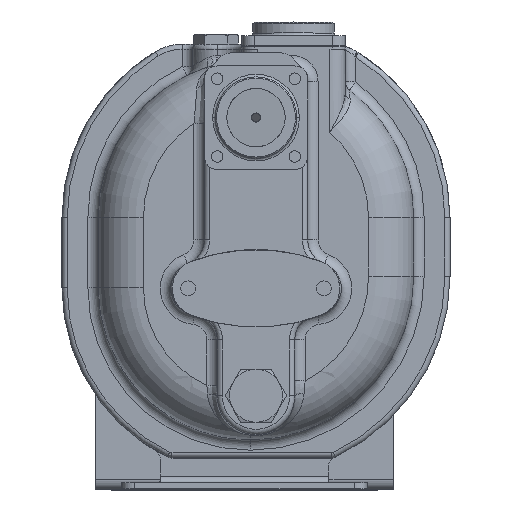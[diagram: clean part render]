
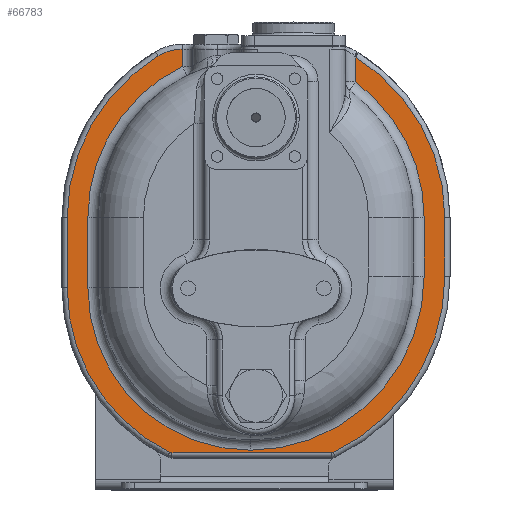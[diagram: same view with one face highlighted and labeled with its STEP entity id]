
A CAD part, top view. The second image highlights one B-rep face of the part: STEP entity #66783.
In plain terms, the highlighted planar face has unit normal (0, 0, 1).
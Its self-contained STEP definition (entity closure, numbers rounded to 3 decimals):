
#10889=DIRECTION('',(-1.,0.,0.));
#10890=VECTOR('',#10889,122.946);
#10891=CARTESIAN_POINT('',(66.998,-132.,9.));
#10892=LINE('',#10891,#10890);
#10893=CARTESIAN_POINT('',(-55.948,-128.,9.));
#10894=DIRECTION('',(0.,0.,-1.));
#10895=DIRECTION('',(0.,-1.,0.));
#10896=AXIS2_PLACEMENT_3D('',#10893,#10894,#10895);
#10898=CARTESIAN_POINT('',(4.5,-4.5,9.));
#10899=DIRECTION('',(0.,0.,-1.));
#10900=DIRECTION('',(-0.44,-0.898,0.));
#10901=AXIS2_PLACEMENT_3D('',#10898,#10899,#10900);
#10903=DIRECTION('',(0.,1.,0.));
#10904=VECTOR('',#10903,54.5);
#10905=CARTESIAN_POINT('',(-137.,-4.5,9.));
#10906=LINE('',#10905,#10904);
#10907=CARTESIAN_POINT('',(9.,50.,9.));
#10908=DIRECTION('',(0.,0.,-1.));
#10909=DIRECTION('',(-1.,0.,0.));
#10910=AXIS2_PLACEMENT_3D('',#10907,#10908,#10909);
#10912=CARTESIAN_POINT('',(-48.131,144.,9.));
#10913=DIRECTION('',(0.,0.,-1.));
#10914=DIRECTION('',(-0.519,0.855,0.));
#10915=AXIS2_PLACEMENT_3D('',#10912,#10913,#10914);
#10917=DIRECTION('',(1.,0.,0.));
#10918=VECTOR('',#10917,0.131);
#10919=CARTESIAN_POINT('',(-48.131,180.,9.));
#10920=LINE('',#10919,#10918);
#10921=DIRECTION('',(0.,-1.,0.));
#10922=VECTOR('',#10921,13.163);
#10923=CARTESIAN_POINT('',(-48.,180.,9.));
#10924=LINE('',#10923,#10922);
#10925=CARTESIAN_POINT('',(9.,50.,9.));
#10926=DIRECTION('',(0.,0.,1.));
#10927=DIRECTION('',(-0.438,0.899,0.));
#10928=AXIS2_PLACEMENT_3D('',#10925,#10926,#10927);
#10930=DIRECTION('',(0.,-1.,0.));
#10931=VECTOR('',#10930,54.5);
#10932=CARTESIAN_POINT('',(-121.,50.,9.));
#10933=LINE('',#10932,#10931);
#10934=CARTESIAN_POINT('',(4.5,-4.5,9.));
#10935=DIRECTION('',(0.,0.,1.));
#10936=DIRECTION('',(-1.,0.,0.));
#10937=AXIS2_PLACEMENT_3D('',#10934,#10935,#10936);
#10939=CARTESIAN_POINT('',(4.5,4.5,9.));
#10940=DIRECTION('',(0.,0.,1.));
#10941=DIRECTION('',(0.,-1.,0.));
#10942=AXIS2_PLACEMENT_3D('',#10939,#10940,#10941);
#10944=DIRECTION('',(0.,1.,0.));
#10945=VECTOR('',#10944,45.5);
#10946=CARTESIAN_POINT('',(139.,4.5,9.));
#10947=LINE('',#10946,#10945);
#10948=CARTESIAN_POINT('',(9.,50.,9.));
#10949=DIRECTION('',(0.,0.,1.));
#10950=DIRECTION('',(1.,0.,0.));
#10951=AXIS2_PLACEMENT_3D('',#10948,#10949,#10950);
#10953=DIRECTION('',(0.,1.,0.));
#10954=VECTOR('',#10953,19.302);
#10955=CARTESIAN_POINT('',(86.,154.743,9.));
#10956=LINE('',#10955,#10954);
#10957=CARTESIAN_POINT('',(9.,50.,9.));
#10958=DIRECTION('',(0.,0.,-1.));
#10959=DIRECTION('',(0.527,0.85,0.));
#10960=AXIS2_PLACEMENT_3D('',#10957,#10958,#10959);
#10962=DIRECTION('',(0.,-1.,0.));
#10963=VECTOR('',#10962,45.5);
#10964=CARTESIAN_POINT('',(155.,50.,9.));
#10965=LINE('',#10964,#10963);
#10966=CARTESIAN_POINT('',(4.5,4.5,9.));
#10967=DIRECTION('',(0.,0.,-1.));
#10968=DIRECTION('',(1.,0.,0.));
#10969=AXIS2_PLACEMENT_3D('',#10966,#10967,#10968);
#10971=CARTESIAN_POINT('',(66.998,-128.,9.));
#10972=DIRECTION('',(0.,0.,-1.));
#10973=DIRECTION('',(0.427,-0.904,0.));
#10974=AXIS2_PLACEMENT_3D('',#10971,#10972,#10973);
#11606=CARTESIAN_POINT('',(86.,174.044,9.));
#46010=CARTESIAN_POINT('',(66.998,-132.,9.));
#46011=CARTESIAN_POINT('',(-55.948,-132.,9.));
#46012=VERTEX_POINT('',#46010);
#46013=VERTEX_POINT('',#46011);
#46092=CARTESIAN_POINT('',(-48.,166.837,9.));
#46093=CARTESIAN_POINT('',(-121.,50.,9.));
#46094=VERTEX_POINT('',#46092);
#46095=VERTEX_POINT('',#46093);
#46100=CARTESIAN_POINT('',(-121.,-4.5,9.));
#46101=VERTEX_POINT('',#46100);
#46104=CARTESIAN_POINT('',(4.5,-130.,9.));
#46105=VERTEX_POINT('',#46104);
#46118=CARTESIAN_POINT('',(-48.,180.,9.));
#46119=VERTEX_POINT('',#46118);
#46122=CARTESIAN_POINT('',(139.,50.,9.));
#46123=CARTESIAN_POINT('',(86.,154.743,9.));
#46124=VERTEX_POINT('',#46122);
#46125=VERTEX_POINT('',#46123);
#46126=CARTESIAN_POINT('',(139.,4.5,9.));
#46127=VERTEX_POINT('',#46126);
#46143=VERTEX_POINT('',#11606);
#46146=CARTESIAN_POINT('',(155.,50.,9.));
#46147=VERTEX_POINT('',#46146);
#46150=CARTESIAN_POINT('',(155.,4.5,9.));
#46151=VERTEX_POINT('',#46150);
#46154=CARTESIAN_POINT('',(68.704,-131.618,9.));
#46155=VERTEX_POINT('',#46154);
#46158=CARTESIAN_POINT('',(-57.707,-131.593,9.));
#46159=VERTEX_POINT('',#46158);
#46162=CARTESIAN_POINT('',(-137.,-4.5,9.));
#46163=VERTEX_POINT('',#46162);
#46166=CARTESIAN_POINT('',(-137.,50.,9.));
#46167=VERTEX_POINT('',#46166);
#46170=CARTESIAN_POINT('',(-66.829,174.764,9.));
#46171=VERTEX_POINT('',#46170);
#46174=CARTESIAN_POINT('',(-48.131,180.,9.));
#46175=VERTEX_POINT('',#46174);
#66748=CARTESIAN_POINT('',(0.,0.,9.));
#66749=DIRECTION('',(0.,0.,-1.));
#66750=DIRECTION('',(-1.,0.,0.));
#66751=AXIS2_PLACEMENT_3D('',#66748,#66749,#66750);
#66752=PLANE('',#66751);
#66753=ORIENTED_EDGE('',*,*,#66742,.T.);
#66754=ORIENTED_EDGE('',*,*,#65851,.T.);
#66755=ORIENTED_EDGE('',*,*,#65866,.T.);
#66756=ORIENTED_EDGE('',*,*,#65880,.T.);
#66757=ORIENTED_EDGE('',*,*,#65894,.T.);
#66758=ORIENTED_EDGE('',*,*,#65909,.T.);
#66760=ORIENTED_EDGE('',*,*,#66759,.T.);
#66762=ORIENTED_EDGE('',*,*,#66761,.T.);
#66764=ORIENTED_EDGE('',*,*,#66763,.T.);
#66766=ORIENTED_EDGE('',*,*,#66765,.T.);
#66768=ORIENTED_EDGE('',*,*,#66767,.T.);
#66770=ORIENTED_EDGE('',*,*,#66769,.T.);
#66772=ORIENTED_EDGE('',*,*,#66771,.T.);
#66774=ORIENTED_EDGE('',*,*,#66773,.T.);
#66776=ORIENTED_EDGE('',*,*,#66775,.T.);
#66777=ORIENTED_EDGE('',*,*,#66686,.T.);
#66778=ORIENTED_EDGE('',*,*,#66700,.T.);
#66779=ORIENTED_EDGE('',*,*,#66714,.T.);
#66780=ORIENTED_EDGE('',*,*,#66727,.T.);
#66781=EDGE_LOOP('',(#66753,#66754,#66755,#66756,#66757,#66758,#66760,#66762,
#66764,#66766,#66768,#66770,#66772,#66774,#66776,#66777,#66778,#66779,#66780));
#66782=FACE_OUTER_BOUND('',#66781,.F.);
#66783=ADVANCED_FACE('',(#66782),#66752,.F.);
#10897=CIRCLE('',#10896,4.);
#10902=CIRCLE('',#10901,141.5);
#10911=CIRCLE('',#10910,146.);
#10916=CIRCLE('',#10915,36.);
#10929=CIRCLE('',#10928,130.);
#10938=CIRCLE('',#10937,125.5);
#10943=CIRCLE('',#10942,134.5);
#10952=CIRCLE('',#10951,130.);
#10961=CIRCLE('',#10960,146.);
#10970=CIRCLE('',#10969,150.5);
#10975=CIRCLE('',#10974,4.);
#65851=EDGE_CURVE('',#46013,#46159,#10897,.T.);
#65866=EDGE_CURVE('',#46159,#46163,#10902,.T.);
#65880=EDGE_CURVE('',#46163,#46167,#10906,.T.);
#65894=EDGE_CURVE('',#46167,#46171,#10911,.T.);
#65909=EDGE_CURVE('',#46171,#46175,#10916,.T.);
#66686=EDGE_CURVE('',#46143,#46147,#10961,.T.);
#66700=EDGE_CURVE('',#46147,#46151,#10965,.T.);
#66714=EDGE_CURVE('',#46151,#46155,#10970,.T.);
#66727=EDGE_CURVE('',#46155,#46012,#10975,.T.);
#66742=EDGE_CURVE('',#46012,#46013,#10892,.T.);
#66759=EDGE_CURVE('',#46175,#46119,#10920,.T.);
#66761=EDGE_CURVE('',#46119,#46094,#10924,.T.);
#66763=EDGE_CURVE('',#46094,#46095,#10929,.T.);
#66765=EDGE_CURVE('',#46095,#46101,#10933,.T.);
#66767=EDGE_CURVE('',#46101,#46105,#10938,.T.);
#66769=EDGE_CURVE('',#46105,#46127,#10943,.T.);
#66771=EDGE_CURVE('',#46127,#46124,#10947,.T.);
#66773=EDGE_CURVE('',#46124,#46125,#10952,.T.);
#66775=EDGE_CURVE('',#46125,#46143,#10956,.T.);
